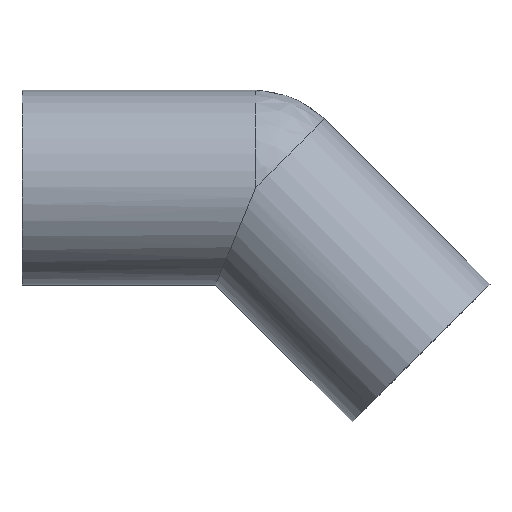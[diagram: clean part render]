
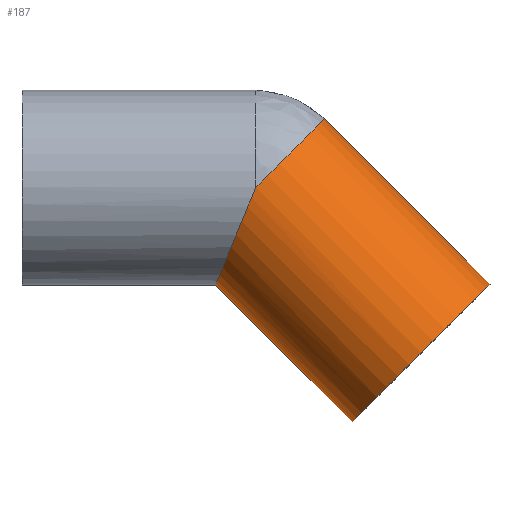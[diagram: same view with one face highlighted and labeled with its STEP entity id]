
A CAD part, top view. The second image highlights one B-rep face of the part: STEP entity #187.
In plain terms, the highlighted cylindrical face has radius 37.5 mm (diameter 75 mm), a partial arc.
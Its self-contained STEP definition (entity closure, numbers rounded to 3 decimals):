
#93 = VERTEX_POINT( '', #227 );
#107 = EDGE_CURVE( '', #93, #173, #243, .T. );
#123 = EDGE_CURVE( '', #183, #139, #262, .T. );
#127 = EDGE_CURVE( '', #173, #183, #267, .T. );
#139 = VERTEX_POINT( '', #279 );
#169 = EDGE_CURVE( '', #93, #197, #316, .T. );
#173 = VERTEX_POINT( '', #320 );
#183 = VERTEX_POINT( '', #330 );
#187 = ADVANCED_FACE( '', ( #334 ), #335, .T. );
#191 = EDGE_CURVE( '', #197, #139, #339, .T. );
#197 = VERTEX_POINT( '', #345 );
#227 = CARTESIAN_POINT( '', ( 74.467, -37.5, 0. ) );
#243 = LINE( '', #386, #387 );
#262 = LINE( '', #408, #409 );
#267 = CIRCLE( '', #415, 37.5 );
#279 = CARTESIAN_POINT( '', ( 116.517, 26.517, 0. ) );
#316 = ELLIPSE( '', #478, 40.59, 37.5 );
#320 = CARTESIAN_POINT( '', ( 127.123, -90.156, 0. ) );
#330 = CARTESIAN_POINT( '', ( 180.156, -37.123, 0. ) );
#334 = FACE_OUTER_BOUND( '', #502, .T. );
#335 = CYLINDRICAL_SURFACE( '', #503, 37.5 );
#339 = CIRCLE( '', #509, 37.5 );
#345 = CARTESIAN_POINT( '', ( 90., 0., 37.5 ) );
#386 = CARTESIAN_POINT( '', ( 95.303, -58.336, 0. ) );
#387 = VECTOR( '', #552, 1. );
#408 = CARTESIAN_POINT( '', ( 148.336, -5.303, 0. ) );
#409 = VECTOR( '', #577, 1. );
#415 = AXIS2_PLACEMENT_3D( '', #587, #588, #589 );
#478 = AXIS2_PLACEMENT_3D( '', #660, #661, #662 );
#502 = EDGE_LOOP( '', ( #677, #678, #679, #680, #681 ) );
#503 = AXIS2_PLACEMENT_3D( '', #682, #683, #684 );
#509 = AXIS2_PLACEMENT_3D( '', #688, #689, #690 );
#552 = DIRECTION( '', ( 0.707, -0.707, 0. ) );
#577 = DIRECTION( '', ( -0.707, 0.707, 0. ) );
#587 = CARTESIAN_POINT( '', ( 153.64, -63.64, 0. ) );
#588 = DIRECTION( '', ( -0.707, 0.707, 0. ) );
#589 = DIRECTION( '', ( 0.707, 0.707, 0. ) );
#660 = CARTESIAN_POINT( '', ( 90., 0., 0. ) );
#661 = DIRECTION( '', ( -0.924, 0.383, 0. ) );
#662 = DIRECTION( '', ( 0.383, 0.924, 0. ) );
#677 = ORIENTED_EDGE( '', *, *, #123, .T. );
#678 = ORIENTED_EDGE( '', *, *, #191, .F. );
#679 = ORIENTED_EDGE( '', *, *, #169, .F. );
#680 = ORIENTED_EDGE( '', *, *, #107, .T. );
#681 = ORIENTED_EDGE( '', *, *, #127, .T. );
#682 = CARTESIAN_POINT( '', ( 121.82, -31.82, 0. ) );
#683 = DIRECTION( '', ( 0.707, -0.707, 0. ) );
#684 = DIRECTION( '', ( 0.707, 0.707, 0. ) );
#688 = CARTESIAN_POINT( '', ( 90., 0., 0. ) );
#689 = DIRECTION( '', ( -0.707, 0.707, 0. ) );
#690 = DIRECTION( '', ( 0.707, 0.707, 0. ) );
